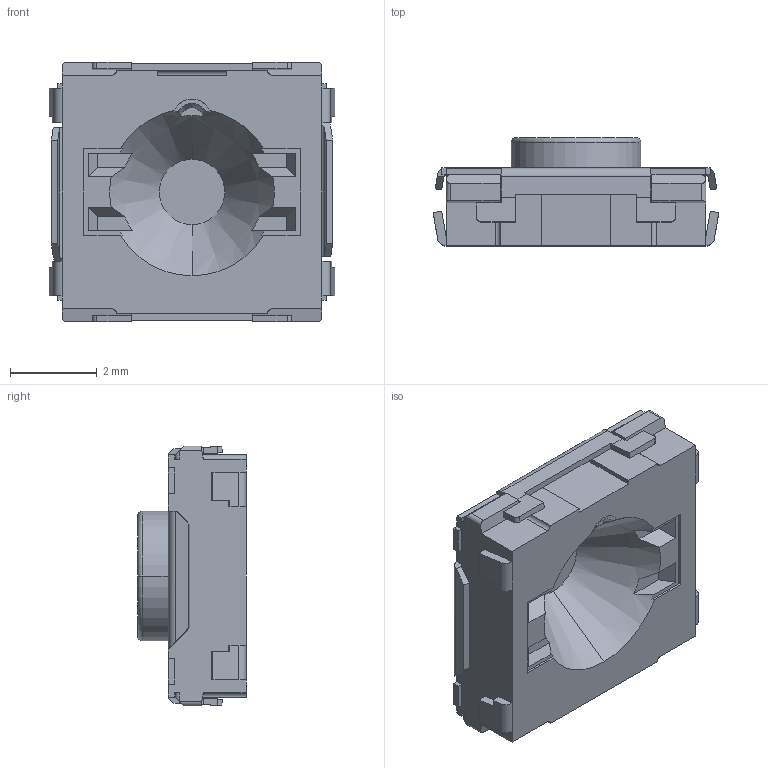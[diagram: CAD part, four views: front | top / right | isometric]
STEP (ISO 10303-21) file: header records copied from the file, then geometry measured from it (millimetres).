
FILE_DESCRIPTION (( 'STEP AP214' ), '1' );
FILE_NAME ('Pansonic Switch- EVQQ2P02W.STEP', '2015-02-21T06:19:32', ( '' ), ( '' ), 'SwSTEP 2.0', 'SolidWorks 2014', '' );
FILE_SCHEMA (( 'AUTOMOTIVE_DESIGN' ));
Length unit declared in the file: inch
Products named in the file (1): Pansonic Switch- EVQQ2P02W
Bounding box: 6.6 x 2.5 x 6 mm (x, y, z)
Surface area: 151.6 mm2 (no closed solid volume)
Topology: 0 solids, 3 shells, 207 faces, 587 edges, 386 vertices
Faces by surface type: plane 163, cylinder 39, cone 3, torus 2
Entity records: 6988 total; most frequent: CARTESIAN_POINT 1295, ORIENTED_EDGE 1166, DIRECTION 1055, EDGE_CURVE 587, VECTOR 459, LINE 459, VERTEX_POINT 386, AXIS2_PLACEMENT_3D 298
